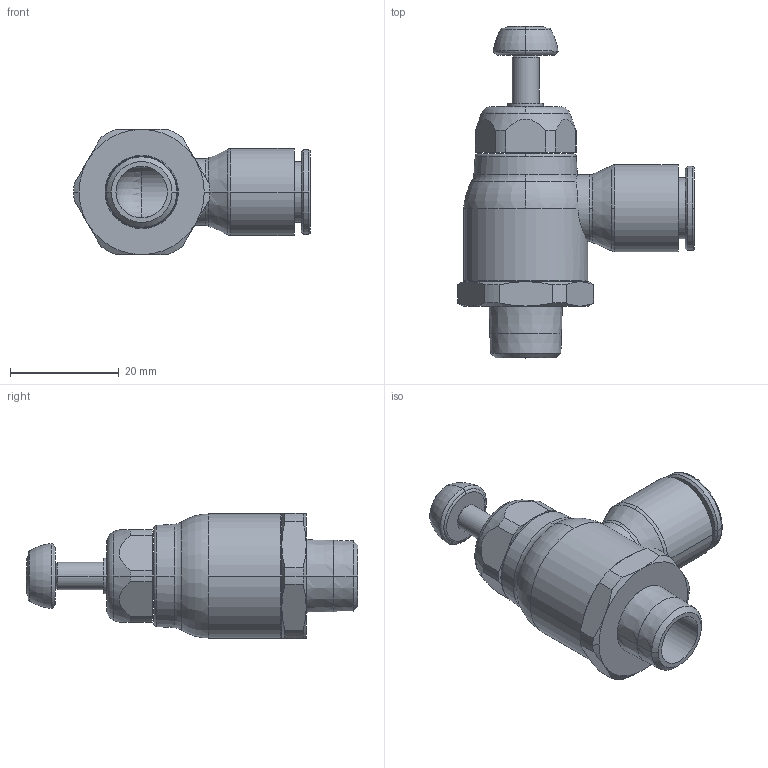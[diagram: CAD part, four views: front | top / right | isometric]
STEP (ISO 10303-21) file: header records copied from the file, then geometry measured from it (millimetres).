
FILE_DESCRIPTION(('STEP AP214'),'1');
FILE_NAME('7065_10_13.stp','2016-07-07T14:54:18',('TraceParts'),('TraceParts S.A.'),'Spatial InterOp 3D',' ',' ');
FILE_SCHEMA(('automotive_design'));
Length unit declared in the file: millimetre
Products named in the file (1): 1
Bounding box: 43.5 x 61 x 23 mm (x, y, z)
Volume: 13996 mm3; surface area: 7288.2 mm2
Topology: 1 solids, 1 shells, 127 faces, 317 edges, 199 vertices
Faces by surface type: cylinder 38, cone 34, torus 27, plane 26, sphere 2
Entity records: 4077 total; most frequent: CARTESIAN_POINT 972, DIRECTION 728, ORIENTED_EDGE 626, AXIS2_PLACEMENT_3D 325, EDGE_CURVE 313, VERTEX_POINT 199, CIRCLE 197, EDGE_LOOP 140
